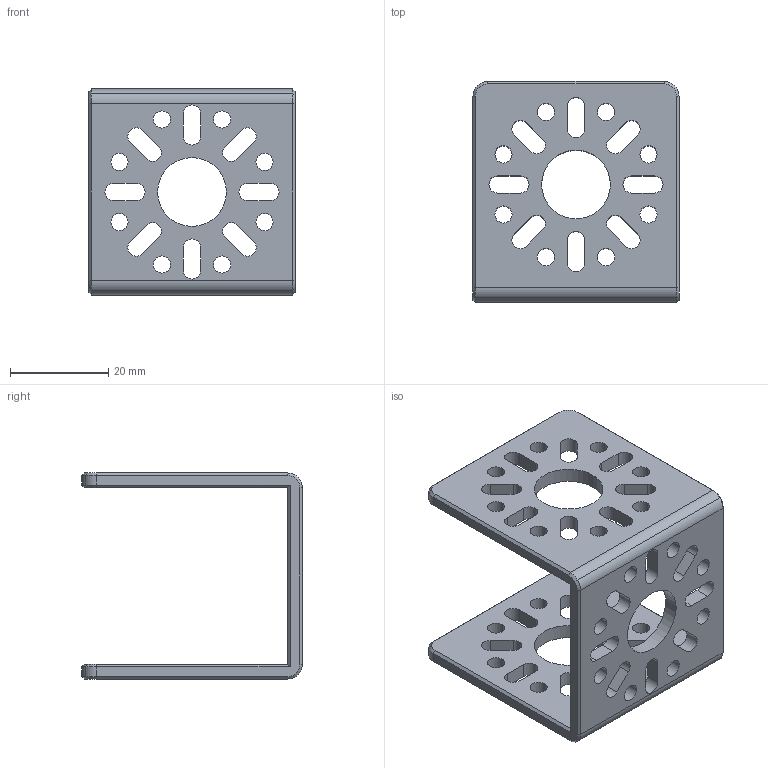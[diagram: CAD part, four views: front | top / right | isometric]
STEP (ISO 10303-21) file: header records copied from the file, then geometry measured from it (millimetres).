
FILE_DESCRIPTION (( 'STEP AP214' ), '1' );
FILE_NAME ('76086-inside-u-bracket.STEP', '2021-07-06T16:12:58', ( '' ), ( '' ), 'SwSTEP 2.0', 'SolidWorks 2021', '' );
FILE_SCHEMA (( 'AUTOMOTIVE_DESIGN' ));
Length unit declared in the file: millimetre
Products named in the file (1): 76086-inside-u-bracket
Bounding box: 42 x 45 x 42 mm (x, y, z)
Volume: 11656.4 mm3; surface area: 11271.8 mm2
Topology: 1 solids, 1 shells, 216 faces, 602 edges, 388 vertices
Faces by surface type: cylinder 118, plane 74, cone 24
Entity records: 7224 total; most frequent: DIRECTION 1296, CARTESIAN_POINT 1207, ORIENTED_EDGE 1204, EDGE_CURVE 602, AXIS2_PLACEMENT_3D 477, VERTEX_POINT 388, LINE 342, VECTOR 342
